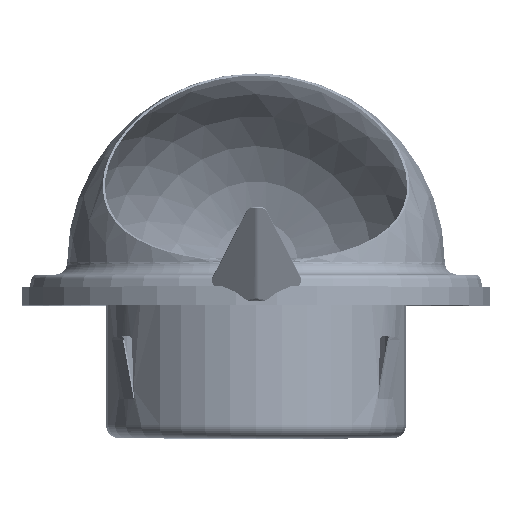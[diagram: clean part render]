
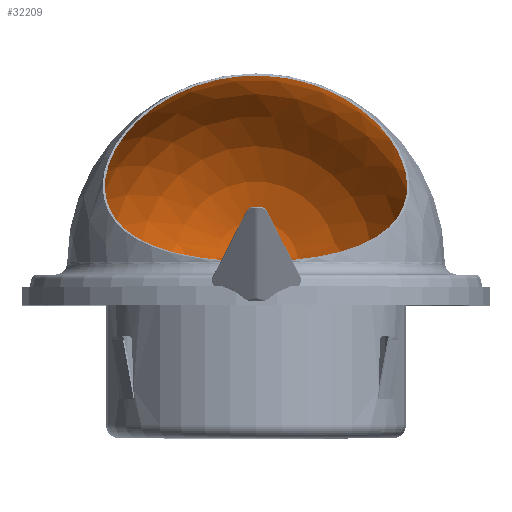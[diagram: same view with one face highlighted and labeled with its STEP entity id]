
A CAD part, top view. The second image highlights one B-rep face of the part: STEP entity #32209.
In plain terms, the highlighted spherical face has radius 60.1 mm.
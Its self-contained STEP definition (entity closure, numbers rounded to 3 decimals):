
#450 = CARTESIAN_POINT ( 'NONE',  ( -8.666, -2.083, 24.569 ) ) ;
#1442 = ORIENTED_EDGE ( 'NONE', *, *, #5233, .T. ) ;
#5233 = EDGE_CURVE ( 'NONE', #16153, #6738, #8569, .T. ) ;
#6738 = VERTEX_POINT ( 'NONE', #23838 ) ;
#8569 = CIRCLE ( 'NONE', #56140, 60.1 ) ;
#13229 = DIRECTION ( 'NONE',  ( 0., 0., -1. ) ) ;
#15048 = AXIS2_PLACEMENT_3D ( 'NONE', #20688, #42907, #34699 ) ;
#16153 = VERTEX_POINT ( 'NONE', #27963 ) ;
#16259 = AXIS2_PLACEMENT_3D ( 'NONE', #29881, #52078, #61889 ) ;
#20688 = CARTESIAN_POINT ( 'NONE',  ( -8.666, -2.083, 24.569 ) ) ;
#23838 = CARTESIAN_POINT ( 'NONE',  ( 51.434, -2.083, 24.555 ) ) ;
#23880 = CARTESIAN_POINT ( 'NONE',  ( -8.666, 58.017, 24.569 ) ) ;
#25156 = CARTESIAN_POINT ( 'NONE',  ( -68.766, -2.083, 24.583 ) ) ;
#26896 = EDGE_CURVE ( 'NONE', #52805, #16153, #66209, .T. ) ;
#27963 = CARTESIAN_POINT ( 'NONE',  ( -8.68, -2.083, -35.531 ) ) ;
#27994 = CARTESIAN_POINT ( 'NONE',  ( -8.666, -2.083, 24.569 ) ) ;
#29881 = CARTESIAN_POINT ( 'NONE',  ( -8.666, -2.083, 24.569 ) ) ;
#30160 = CIRCLE ( 'NONE', #16259, 60.1 ) ;
#32209 = ADVANCED_FACE ( 'NONE', ( #39141 ), #70553, .F. ) ;
#34699 = DIRECTION ( 'NONE',  ( 1., 0., 0. ) ) ;
#39141 = FACE_OUTER_BOUND ( 'NONE', #64331, .T. ) ;
#40020 = EDGE_CURVE ( 'NONE', #43687, #6738, #30160, .T. ) ;
#41923 = EDGE_CURVE ( 'NONE', #43687, #52805, #44439, .T. ) ;
#42907 = DIRECTION ( 'NONE',  ( 0., 0., 1. ) ) ;
#43687 = VERTEX_POINT ( 'NONE', #23880 ) ;
#44153 = AXIS2_PLACEMENT_3D ( 'NONE', #58326, #68874, #13229 ) ;
#44439 = CIRCLE ( 'NONE', #70001, 60.1 ) ;
#48096 = ORIENTED_EDGE ( 'NONE', *, *, #40020, .F. ) ;
#50208 = DIRECTION ( 'NONE',  ( 0., -1., 0. ) ) ;
#52078 = DIRECTION ( 'NONE',  ( 0., 0., -1. ) ) ;
#52805 = VERTEX_POINT ( 'NONE', #25156 ) ;
#55997 = DIRECTION ( 'NONE',  ( 0., 0., -1. ) ) ;
#56140 = AXIS2_PLACEMENT_3D ( 'NONE', #27994, #50208, #55997 ) ;
#56564 = ORIENTED_EDGE ( 'NONE', *, *, #41923, .T. ) ;
#58326 = CARTESIAN_POINT ( 'NONE',  ( -8.666, -2.083, 24.569 ) ) ;
#60818 = DIRECTION ( 'NONE',  ( 0., 0., 1. ) ) ;
#61889 = DIRECTION ( 'NONE',  ( -1., 0., 0. ) ) ;
#64331 = EDGE_LOOP ( 'NONE', ( #48096, #56564, #71544, #1442 ) ) ;
#66209 = CIRCLE ( 'NONE', #44153, 60.1 ) ;
#67695 = DIRECTION ( 'NONE',  ( 1., 0., 0. ) ) ;
#68874 = DIRECTION ( 'NONE',  ( 0., -1., 0. ) ) ;
#70001 = AXIS2_PLACEMENT_3D ( 'NONE', #450, #60818, #67695 ) ;
#70553 = SPHERICAL_SURFACE ( 'NONE', #15048, 60.1 ) ;
#71544 = ORIENTED_EDGE ( 'NONE', *, *, #26896, .T. ) ;
